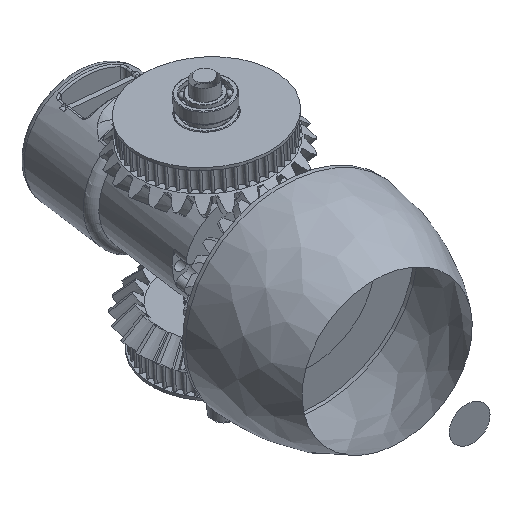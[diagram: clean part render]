
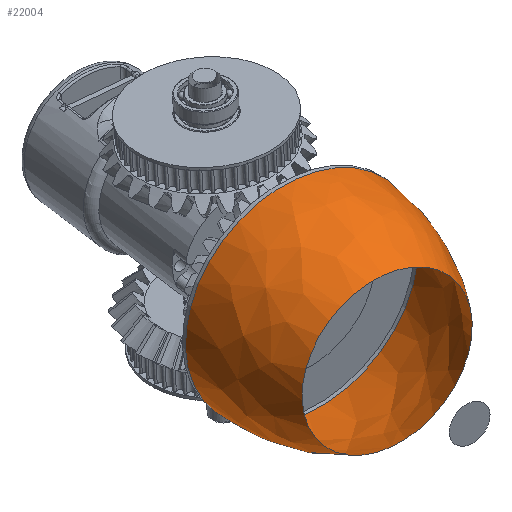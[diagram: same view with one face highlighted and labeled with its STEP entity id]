
A CAD part, isometric view. The second image highlights one B-rep face of the part: STEP entity #22004.
In plain terms, the highlighted free-form (B-spline) face has degree [2, 2] with [3, 9] control points.
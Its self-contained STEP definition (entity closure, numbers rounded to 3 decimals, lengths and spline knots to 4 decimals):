
#467=(
BOUNDED_SURFACE()
B_SPLINE_SURFACE(2,2,((#43409,#43410,#43411,#43412,#43413,#43414,#43415,
#43416,#43417),(#43418,#43419,#43420,#43421,#43422,#43423,#43424,#43425,
#43426),(#43427,#43428,#43429,#43430,#43431,#43432,#43433,#43434,#43435)),
 .UNSPECIFIED.,.F.,.T.,.F.)
B_SPLINE_SURFACE_WITH_KNOTS((3,3),(3,2,2,2,3),(0.,0.5236),
(-3.1416,-1.5708,0.,1.5708,3.1416),
 .UNSPECIFIED.)
GEOMETRIC_REPRESENTATION_ITEM()
RATIONAL_B_SPLINE_SURFACE(((1.,0.707,1.,0.707,1.,
0.707,1.,0.707,1.),(0.966,0.683,
0.966,0.683,0.966,0.683,
0.966,0.683,0.966),(1.,0.707,
1.,0.707,1.,0.707,1.,0.707,1.)))
REPRESENTATION_ITEM('')
SURFACE()
);
#2588=FACE_OUTER_BOUND('',#3787,.T.);
#3787=EDGE_LOOP('',(#18506,#18507,#18508,#18509,#18510,#18511));
#7257=CIRCLE('',#24204,1.0087);
#7258=CIRCLE('',#24205,1.0087);
#7259=CIRCLE('',#24206,2.7559);
#7260=CIRCLE('',#24207,1.378);
#7261=CIRCLE('',#24208,1.378);
#9473=VERTEX_POINT('',#43436);
#9474=VERTEX_POINT('',#43437);
#9475=VERTEX_POINT('',#43440);
#9476=VERTEX_POINT('',#43442);
#12537=EDGE_CURVE('',#9473,#9474,#7257,.T.);
#12538=EDGE_CURVE('',#9474,#9473,#7258,.T.);
#12539=EDGE_CURVE('',#9474,#9475,#7259,.T.);
#12540=EDGE_CURVE('',#9476,#9475,#7260,.T.);
#12541=EDGE_CURVE('',#9475,#9476,#7261,.T.);
#18506=ORIENTED_EDGE('',*,*,#12537,.F.);
#18507=ORIENTED_EDGE('',*,*,#12538,.F.);
#18508=ORIENTED_EDGE('',*,*,#12539,.T.);
#18509=ORIENTED_EDGE('',*,*,#12540,.F.);
#18510=ORIENTED_EDGE('',*,*,#12541,.F.);
#18511=ORIENTED_EDGE('',*,*,#12539,.F.);
#22004=ADVANCED_FACE('',(#2588),#467,.F.);
#24204=AXIS2_PLACEMENT_3D('',#43438,#29218,#29219);
#24205=AXIS2_PLACEMENT_3D('',#43439,#29220,#29221);
#24206=AXIS2_PLACEMENT_3D('',#43441,#29222,#29223);
#24207=AXIS2_PLACEMENT_3D('',#43443,#29224,#29225);
#24208=AXIS2_PLACEMENT_3D('',#43444,#29226,#29227);
#29218=DIRECTION('center_axis',(-0.151,-0.988,0.018));
#29219=DIRECTION('ref_axis',(-0.031,0.023,0.999));
#29220=DIRECTION('center_axis',(-0.151,-0.988,0.018));
#29221=DIRECTION('ref_axis',(-0.031,0.023,0.999));
#29222=DIRECTION('center_axis',(-0.988,0.15,-0.034));
#29223=DIRECTION('ref_axis',(-0.031,0.023,0.999));
#29224=DIRECTION('center_axis',(0.151,0.988,-0.018));
#29225=DIRECTION('ref_axis',(0.031,-0.023,-0.999));
#29226=DIRECTION('center_axis',(0.151,0.988,-0.018));
#29227=DIRECTION('ref_axis',(0.031,-0.023,-0.999));
#43409=CARTESIAN_POINT('Ctrl Pts',(-15.8498,4.2119,15.7752));
#43410=CARTESIAN_POINT('Ctrl Pts',(-17.2113,4.4184,15.7281));
#43411=CARTESIAN_POINT('Ctrl Pts',(-17.1686,4.3863,14.3512));
#43412=CARTESIAN_POINT('Ctrl Pts',(-17.1258,4.3542,12.9743));
#43413=CARTESIAN_POINT('Ctrl Pts',(-15.7642,4.1478,13.0214));
#43414=CARTESIAN_POINT('Ctrl Pts',(-14.4027,3.9413,13.0685));
#43415=CARTESIAN_POINT('Ctrl Pts',(-14.4454,3.9734,14.4454));
#43416=CARTESIAN_POINT('Ctrl Pts',(-14.4882,4.0055,15.8223));
#43417=CARTESIAN_POINT('Ctrl Pts',(-15.8498,4.2119,15.7752));
#43418=CARTESIAN_POINT('Ctrl Pts',(-15.9609,3.482,15.7888));
#43419=CARTESIAN_POINT('Ctrl Pts',(-17.3225,3.6885,15.7417));
#43420=CARTESIAN_POINT('Ctrl Pts',(-17.2797,3.6564,14.3648));
#43421=CARTESIAN_POINT('Ctrl Pts',(-17.237,3.6243,12.9879));
#43422=CARTESIAN_POINT('Ctrl Pts',(-15.8754,3.4179,13.0349));
#43423=CARTESIAN_POINT('Ctrl Pts',(-14.5138,3.2114,13.082));
#43424=CARTESIAN_POINT('Ctrl Pts',(-14.5566,3.2435,14.4589));
#43425=CARTESIAN_POINT('Ctrl Pts',(-14.5993,3.2756,15.8359));
#43426=CARTESIAN_POINT('Ctrl Pts',(-15.9609,3.482,15.7888));
#43427=CARTESIAN_POINT('Ctrl Pts',(-16.0457,2.8413,15.4316));
#43428=CARTESIAN_POINT('Ctrl Pts',(-17.0424,2.9924,15.3971));
#43429=CARTESIAN_POINT('Ctrl Pts',(-17.0111,2.9689,14.3891));
#43430=CARTESIAN_POINT('Ctrl Pts',(-16.9798,2.9455,13.3811));
#43431=CARTESIAN_POINT('Ctrl Pts',(-15.9831,2.7943,13.4156));
#43432=CARTESIAN_POINT('Ctrl Pts',(-14.9863,2.6432,13.4501));
#43433=CARTESIAN_POINT('Ctrl Pts',(-15.0176,2.6667,14.4581));
#43434=CARTESIAN_POINT('Ctrl Pts',(-15.0489,2.6902,15.466));
#43435=CARTESIAN_POINT('Ctrl Pts',(-16.0457,2.8413,15.4316));
#43436=CARTESIAN_POINT('',(-15.9831,2.7943,13.4156));
#43437=CARTESIAN_POINT('',(-16.0457,2.8413,15.4316));
#43438=CARTESIAN_POINT('Origin',(-16.0144,2.8178,14.4236));
#43439=CARTESIAN_POINT('Origin',(-16.0144,2.8178,14.4236));
#43440=CARTESIAN_POINT('',(-15.8498,4.2119,15.7752));
#43441=CARTESIAN_POINT('Origin',(-15.7642,4.1478,13.0214));
#43442=CARTESIAN_POINT('',(-15.7642,4.1478,13.0214));
#43443=CARTESIAN_POINT('Origin',(-15.807,4.1798,14.3983));
#43444=CARTESIAN_POINT('Origin',(-15.807,4.1798,14.3983));
